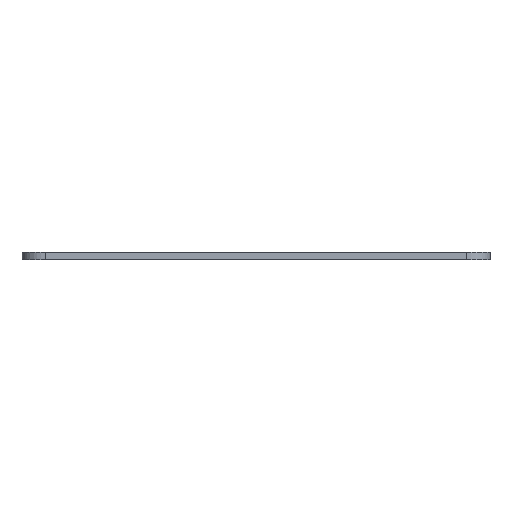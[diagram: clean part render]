
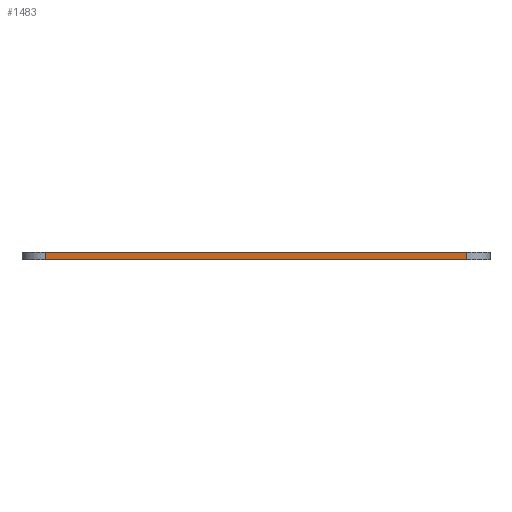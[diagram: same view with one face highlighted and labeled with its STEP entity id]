
A CAD part, front view. The second image highlights one B-rep face of the part: STEP entity #1483.
In plain terms, the highlighted planar face has unit normal (0, -1, 0).
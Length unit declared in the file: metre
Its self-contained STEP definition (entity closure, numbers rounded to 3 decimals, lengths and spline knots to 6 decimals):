
#146=ORIENTED_EDGE('',*,*,#540,.F.);
#147=ORIENTED_EDGE('',*,*,#539,.F.);
#148=ORIENTED_EDGE('',*,*,#541,.T.);
#149=ORIENTED_EDGE('',*,*,#542,.T.);
#539=EDGE_CURVE('',#727,#726,#879,.T.);
#540=EDGE_CURVE('',#726,#728,#880,.T.);
#541=EDGE_CURVE('',#727,#729,#881,.T.);
#542=EDGE_CURVE('',#729,#728,#882,.T.);
#726=VERTEX_POINT('',#2181);
#727=VERTEX_POINT('',#2183);
#728=VERTEX_POINT('',#2187);
#729=VERTEX_POINT('',#2189);
#879=LINE('',#2184,#1067);
#880=LINE('',#2186,#1068);
#881=LINE('',#2188,#1069);
#882=LINE('',#2190,#1070);
#1067=VECTOR('',#1780,1.);
#1068=VECTOR('',#1783,1.);
#1069=VECTOR('',#1784,1.);
#1070=VECTOR('',#1785,1.);
#1199=EDGE_LOOP('',(#146,#147,#148,#149));
#1309=FACE_BOUND('',#1199,.T.);
#1416=PLANE('',#1574);
#1483=ADVANCED_FACE('',(#1309),#1416,.T.);
#1574=AXIS2_PLACEMENT_3D('',#2185,#1781,#1782);
#1780=DIRECTION('',(0.,0.,1.));
#1781=DIRECTION('',(0.,-1.,0.));
#1782=DIRECTION('',(0.,0.,-1.));
#1783=DIRECTION('',(1.,0.,0.));
#1784=DIRECTION('',(1.,0.,0.));
#1785=DIRECTION('',(0.,0.,1.));
#2181=CARTESIAN_POINT('',(-0.04555,-0.04845,0.));
#2183=CARTESIAN_POINT('',(-0.04555,-0.04845,-0.0016));
#2184=CARTESIAN_POINT('',(-0.04555,-0.04845,-0.0016));
#2185=CARTESIAN_POINT('',(-0.014541,-0.04845,-0.0016));
#2186=CARTESIAN_POINT('',(-0.014541,-0.04845,0.));
#2187=CARTESIAN_POINT('',(0.04555,-0.04845,0.));
#2188=CARTESIAN_POINT('',(-0.014541,-0.04845,-0.0016));
#2189=CARTESIAN_POINT('',(0.04555,-0.04845,-0.0016));
#2190=CARTESIAN_POINT('',(0.04555,-0.04845,-0.0016));
